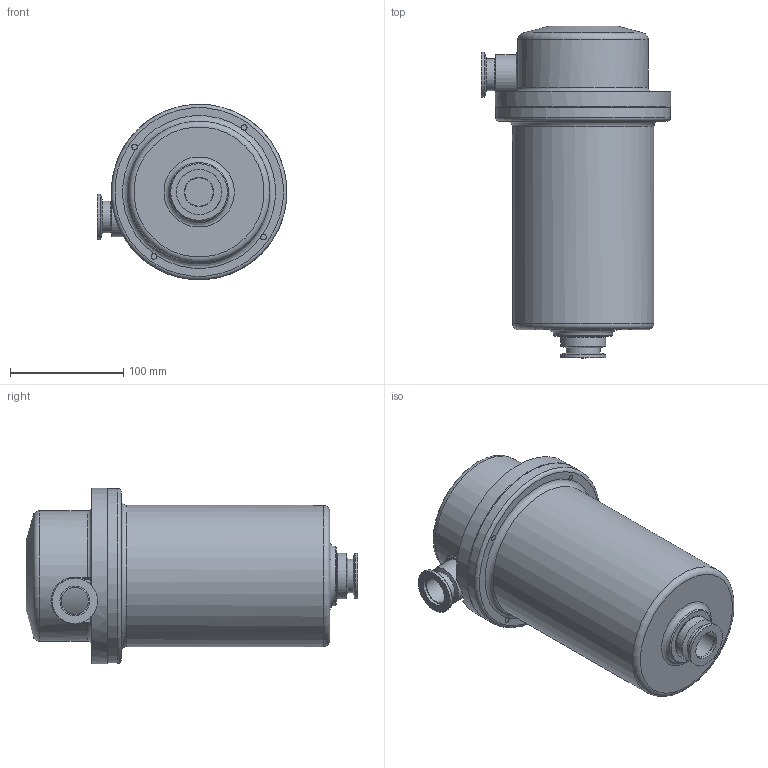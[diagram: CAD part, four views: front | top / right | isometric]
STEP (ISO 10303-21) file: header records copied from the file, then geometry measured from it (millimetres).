
FILE_DESCRIPTION((''),'2;1');
FILE_NAME('PK940008.stp','2007-09-28T14:10:55',('saenger-s'),(''),'Autodesk Inventor 11','Autodesk Inventor 11','');
FILE_SCHEMA(('AUTOMOTIVE_DESIGN { 1 0 10303 214 1 1 1 1 }'));
Length unit declared in the file: millimetre
Products named in the file (1): PK940008
Bounding box: 167.5 x 293 x 155 mm (x, y, z)
Volume: 3342678.7 mm3; surface area: 168608.7 mm2
Topology: 1 solids, 8 shells, 159 faces, 343 edges, 217 vertices
Faces by surface type: plane 66, cylinder 52, cone 18, bspline 13, torus 10
Full cylindrical faces by diameter (mm): 4.917 x4, 6 x4, 6.6 x4, 10 x4, 11 x4, 24 x1, 25 x1, 26.2 x2, 27 x1, 28 x1, 30 x2, 35 x1, 38 x1, 40 x3, 110 x1, 115 x1, 117 x1, 120 x1, 125 x1, 130 x1, 155 x2
Entity records: 5225 total; most frequent: CARTESIAN_POINT 2248, DIRECTION 618, ORIENTED_EDGE 486, AXIS2_PLACEMENT_3D 276, EDGE_LOOP 263, EDGE_CURVE 243, VERTEX_POINT 192, FACE_OUTER_BOUND 159
